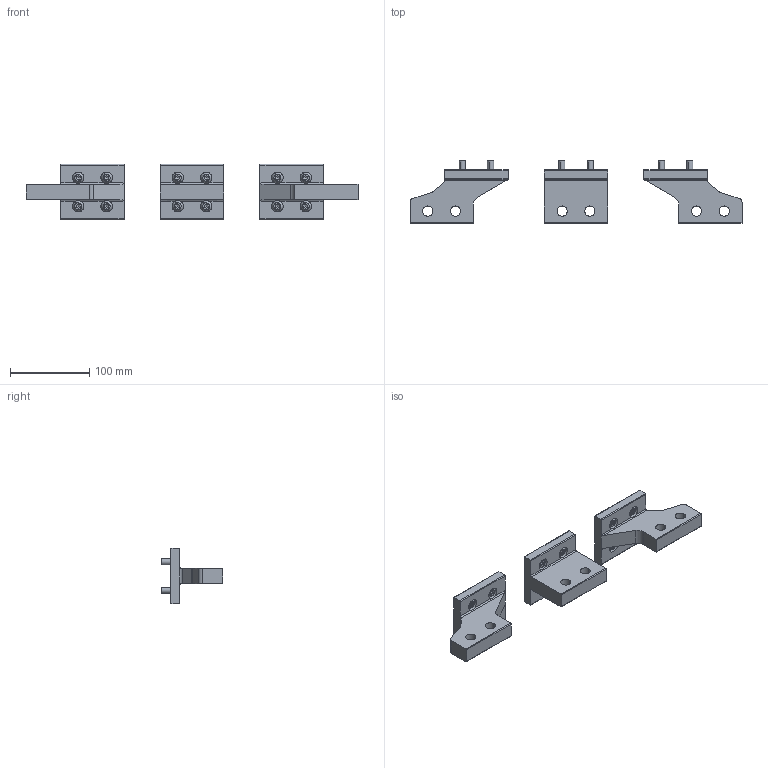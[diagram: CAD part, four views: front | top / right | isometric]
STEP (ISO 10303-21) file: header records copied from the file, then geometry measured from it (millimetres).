
FILE_DESCRIPTION(('CATIA V5 STEP Exchange'),'2;1');
FILE_NAME('1SDH001252R0465_1PA_001_00_E4.2_III_W_SPREAD_HR_TERM_3200A_LO_N0778.stp','2016-08-24T08:37:38+00:00',('none'),('none'),'CATIA Version 5 Release 20 SP 6 (IN-10)','CATIA V5 STEP AP203','none');
FILE_SCHEMA(('CONFIG_CONTROL_DESIGN'));
Length unit declared in the file: millimetre
Products named in the file (1): 1SDH001252R0465_1PA_001_00_E4.2_III_W_SPREAD_HR_TERM_3200A_LO_N0778
Bounding box: 420 x 78.4 x 70 mm (x, y, z)
Volume: 444091.4 mm3; surface area: 95127.4 mm2
Topology: 3 solids, 3 shells, 492 faces, 1246 edges, 808 vertices
Faces by surface type: plane 256, cylinder 188, sphere 24, cone 24
Entity records: 14490 total; most frequent: CARTESIAN_POINT 3565, ORIENTED_EDGE 2444, DIRECTION 1766, EDGE_CURVE 1222, VERTEX_POINT 808, AXIS2_PLACEMENT_3D 795, VECTOR 606, LINE 606
